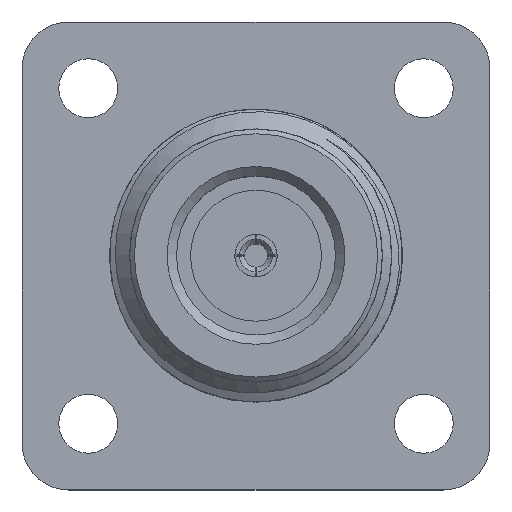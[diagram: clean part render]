
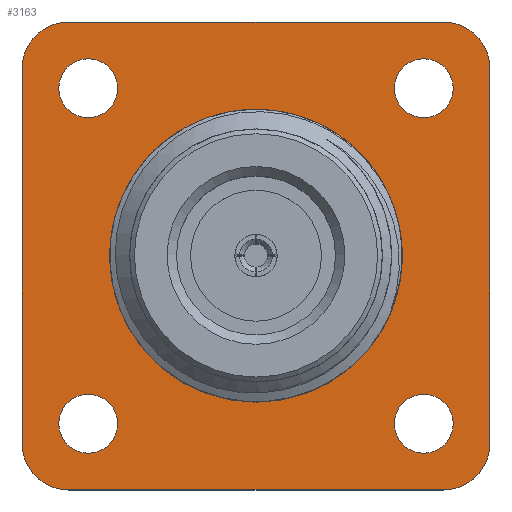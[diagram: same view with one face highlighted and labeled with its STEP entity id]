
A CAD part, top view. The second image highlights one B-rep face of the part: STEP entity #3163.
In plain terms, the highlighted planar face has unit normal (0, 0, 1).
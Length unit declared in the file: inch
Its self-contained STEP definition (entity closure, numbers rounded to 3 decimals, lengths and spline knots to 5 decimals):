
#17 = CARTESIAN_POINT ( 'NONE',  ( 0.4, 0.5, -0.68898 ) ) ;
#79 = DIRECTION ( 'NONE',  ( 1., 0., 0. ) ) ;
#127 = EDGE_CURVE ( 'NONE', #2461, #2615, #728, .T. ) ;
#163 = DIRECTION ( 'NONE',  ( 0., 0., 1. ) ) ;
#221 = DIRECTION ( 'NONE',  ( 0., 1., 0. ) ) ;
#222 = EDGE_CURVE ( 'NONE', #1519, #752, #438, .T. ) ;
#225 = EDGE_CURVE ( 'NONE', #511, #511, #3545, .T. ) ;
#271 = CARTESIAN_POINT ( 'NONE',  ( -0.5, 0.4, -0.68898 ) ) ;
#290 = EDGE_CURVE ( 'NONE', #1336, #1336, #1322, .T. ) ;
#300 = VECTOR ( 'NONE', #541, 39.37008 ) ;
#323 = CARTESIAN_POINT ( 'NONE',  ( 0.5, -0.4, -0.68898 ) ) ;
#330 = AXIS2_PLACEMENT_3D ( 'NONE', #1175, #1930, #1159 ) ;
#351 = DIRECTION ( 'NONE',  ( 0., 0., 1. ) ) ;
#400 = EDGE_CURVE ( 'NONE', #2984, #2984, #2517, .T. ) ;
#435 = ORIENTED_EDGE ( 'NONE', *, *, #222, .T. ) ;
#438 = CIRCLE ( 'NONE', #2688, 0.1 ) ;
#473 = AXIS2_PLACEMENT_3D ( 'NONE', #3250, #2769, #2157 ) ;
#493 = ORIENTED_EDGE ( 'NONE', *, *, #1397, .T. ) ;
#494 = CARTESIAN_POINT ( 'NONE',  ( 0.4, -0.4, -0.68898 ) ) ;
#503 = VERTEX_POINT ( 'NONE', #1799 ) ;
#511 = VERTEX_POINT ( 'NONE', #3511 ) ;
#512 = EDGE_LOOP ( 'NONE', ( #1188 ) ) ;
#515 = FACE_OUTER_BOUND ( 'NONE', #1112, .T. ) ;
#541 = DIRECTION ( 'NONE',  ( 0., -1., 0. ) ) ;
#585 = CIRCLE ( 'NONE', #1057, 0.063 ) ;
#700 = AXIS2_PLACEMENT_3D ( 'NONE', #1115, #836, #1939 ) ;
#728 = CIRCLE ( 'NONE', #1999, 0.1 ) ;
#752 = VERTEX_POINT ( 'NONE', #2387 ) ;
#787 = EDGE_CURVE ( 'NONE', #1209, #1181, #909, .T. ) ;
#794 = ORIENTED_EDGE ( 'NONE', *, *, #290, .F. ) ;
#819 = VECTOR ( 'NONE', #2950, 39.37008 ) ;
#836 = DIRECTION ( 'NONE',  ( 0., 0., 1. ) ) ;
#864 = CARTESIAN_POINT ( 'NONE',  ( -0.4, -0.4, -0.68898 ) ) ;
#909 = CIRCLE ( 'NONE', #2285, 0.1 ) ;
#944 = AXIS2_PLACEMENT_3D ( 'NONE', #3498, #2479, #1049 ) ;
#976 = ORIENTED_EDGE ( 'NONE', *, *, #1593, .F. ) ;
#1049 = DIRECTION ( 'NONE',  ( -1., 0., 0. ) ) ;
#1057 = AXIS2_PLACEMENT_3D ( 'NONE', #3083, #1462, #2229 ) ;
#1112 = EDGE_LOOP ( 'NONE', ( #1138, #1832, #493, #2765, #1285, #1539, #1513, #435 ) ) ;
#1115 = CARTESIAN_POINT ( 'NONE',  ( 0., 0., -0.68898 ) ) ;
#1138 = ORIENTED_EDGE ( 'NONE', *, *, #2038, .T. ) ;
#1159 = DIRECTION ( 'NONE',  ( 1., 0., 0. ) ) ;
#1175 = CARTESIAN_POINT ( 'NONE',  ( 0.3585, -0.3585, -0.68898 ) ) ;
#1181 = VERTEX_POINT ( 'NONE', #323 ) ;
#1188 = ORIENTED_EDGE ( 'NONE', *, *, #2673, .F. ) ;
#1209 = VERTEX_POINT ( 'NONE', #1498 ) ;
#1232 = CIRCLE ( 'NONE', #944, 0.1 ) ;
#1243 = DIRECTION ( 'NONE',  ( 1., 0., 0. ) ) ;
#1280 = ORIENTED_EDGE ( 'NONE', *, *, #225, .F. ) ;
#1285 = ORIENTED_EDGE ( 'NONE', *, *, #1303, .T. ) ;
#1291 = CARTESIAN_POINT ( 'NONE',  ( -0.2955, 0.3585, -0.68898 ) ) ;
#1303 = EDGE_CURVE ( 'NONE', #1951, #2461, #2732, .T. ) ;
#1322 = CIRCLE ( 'NONE', #330, 0.063 ) ;
#1336 = VERTEX_POINT ( 'NONE', #3246 ) ;
#1341 = FACE_BOUND ( 'NONE', #2420, .T. ) ;
#1376 = DIRECTION ( 'NONE',  ( 0., 0., 1. ) ) ;
#1380 = FACE_BOUND ( 'NONE', #3254, .T. ) ;
#1397 = EDGE_CURVE ( 'NONE', #1181, #503, #3249, .T. ) ;
#1399 = DIRECTION ( 'NONE',  ( -1., 0., 0. ) ) ;
#1462 = DIRECTION ( 'NONE',  ( 0., 0., 1. ) ) ;
#1498 = CARTESIAN_POINT ( 'NONE',  ( 0.4, -0.5, -0.68898 ) ) ;
#1513 = ORIENTED_EDGE ( 'NONE', *, *, #1774, .T. ) ;
#1519 = VERTEX_POINT ( 'NONE', #2245 ) ;
#1539 = ORIENTED_EDGE ( 'NONE', *, *, #127, .T. ) ;
#1543 = CARTESIAN_POINT ( 'NONE',  ( -0.3125, 0., -0.68898 ) ) ;
#1593 = EDGE_CURVE ( 'NONE', #2899, #2899, #585, .T. ) ;
#1616 = EDGE_LOOP ( 'NONE', ( #1280 ) ) ;
#1667 = FACE_BOUND ( 'NONE', #512, .T. ) ;
#1691 = LINE ( 'NONE', #1938, #300 ) ;
#1774 = EDGE_CURVE ( 'NONE', #2615, #1519, #1691, .T. ) ;
#1799 = CARTESIAN_POINT ( 'NONE',  ( 0.5, 0.4, -0.68898 ) ) ;
#1832 = ORIENTED_EDGE ( 'NONE', *, *, #787, .T. ) ;
#1849 = CARTESIAN_POINT ( 'NONE',  ( -0.4, 0.5, -0.68898 ) ) ;
#1864 = VECTOR ( 'NONE', #2022, 39.37008 ) ;
#1878 = FACE_BOUND ( 'NONE', #1616, .T. ) ;
#1930 = DIRECTION ( 'NONE',  ( 0., 0., 1. ) ) ;
#1938 = CARTESIAN_POINT ( 'NONE',  ( -0.5, -0.5, -0.68898 ) ) ;
#1939 = DIRECTION ( 'NONE',  ( -1., 0., 0. ) ) ;
#1951 = VERTEX_POINT ( 'NONE', #17 ) ;
#1963 = DIRECTION ( 'NONE',  ( 0., 0., 1. ) ) ;
#1999 = AXIS2_PLACEMENT_3D ( 'NONE', #3069, #3301, #1399 ) ;
#2005 = LINE ( 'NONE', #2569, #1864 ) ;
#2022 = DIRECTION ( 'NONE',  ( 1., 0., 0. ) ) ;
#2038 = EDGE_CURVE ( 'NONE', #752, #1209, #2005, .T. ) ;
#2049 = CARTESIAN_POINT ( 'NONE',  ( -0.3585, -0.3585, -0.68898 ) ) ;
#2088 = CIRCLE ( 'NONE', #700, 0.3125 ) ;
#2136 = CARTESIAN_POINT ( 'NONE',  ( 0.5, -0.5, -0.68898 ) ) ;
#2157 = DIRECTION ( 'NONE',  ( -1., 0., 0. ) ) ;
#2229 = DIRECTION ( 'NONE',  ( 1., 0., 0. ) ) ;
#2245 = CARTESIAN_POINT ( 'NONE',  ( -0.5, -0.4, -0.68898 ) ) ;
#2285 = AXIS2_PLACEMENT_3D ( 'NONE', #494, #1376, #2512 ) ;
#2387 = CARTESIAN_POINT ( 'NONE',  ( -0.4, -0.5, -0.68898 ) ) ;
#2398 = AXIS2_PLACEMENT_3D ( 'NONE', #2049, #163, #1243 ) ;
#2419 = CARTESIAN_POINT ( 'NONE',  ( -0.2955, -0.3585, -0.68898 ) ) ;
#2420 = EDGE_LOOP ( 'NONE', ( #794 ) ) ;
#2461 = VERTEX_POINT ( 'NONE', #1849 ) ;
#2463 = CARTESIAN_POINT ( 'NONE',  ( -0.5, 0.5, -0.68898 ) ) ;
#2479 = DIRECTION ( 'NONE',  ( 0., 0., 1. ) ) ;
#2485 = VECTOR ( 'NONE', #221, 39.37008 ) ;
#2512 = DIRECTION ( 'NONE',  ( -1., 0., 0. ) ) ;
#2517 = CIRCLE ( 'NONE', #2398, 0.063 ) ;
#2569 = CARTESIAN_POINT ( 'NONE',  ( -0.5, -0.5, -0.68898 ) ) ;
#2586 = ORIENTED_EDGE ( 'NONE', *, *, #400, .F. ) ;
#2615 = VERTEX_POINT ( 'NONE', #271 ) ;
#2669 = VERTEX_POINT ( 'NONE', #1543 ) ;
#2673 = EDGE_CURVE ( 'NONE', #2669, #2669, #2088, .T. ) ;
#2688 = AXIS2_PLACEMENT_3D ( 'NONE', #864, #1963, #3054 ) ;
#2732 = LINE ( 'NONE', #2463, #819 ) ;
#2765 = ORIENTED_EDGE ( 'NONE', *, *, #3245, .T. ) ;
#2769 = DIRECTION ( 'NONE',  ( 0., 0., -1. ) ) ;
#2788 = CARTESIAN_POINT ( 'NONE',  ( 0.3585, 0.3585, -0.68898 ) ) ;
#2899 = VERTEX_POINT ( 'NONE', #1291 ) ;
#2950 = DIRECTION ( 'NONE',  ( -1., 0., 0. ) ) ;
#2972 = FACE_BOUND ( 'NONE', #3183, .T. ) ;
#2979 = AXIS2_PLACEMENT_3D ( 'NONE', #2788, #351, #79 ) ;
#2984 = VERTEX_POINT ( 'NONE', #2419 ) ;
#3003 = PLANE ( 'NONE',  #473 ) ;
#3054 = DIRECTION ( 'NONE',  ( -1., 0., 0. ) ) ;
#3069 = CARTESIAN_POINT ( 'NONE',  ( -0.4, 0.4, -0.68898 ) ) ;
#3083 = CARTESIAN_POINT ( 'NONE',  ( -0.3585, 0.3585, -0.68898 ) ) ;
#3163 = ADVANCED_FACE ( 'NONE', ( #1380, #1341, #1878, #2972, #1667, #515 ), #3003, .F. ) ;
#3183 = EDGE_LOOP ( 'NONE', ( #976 ) ) ;
#3245 = EDGE_CURVE ( 'NONE', #503, #1951, #1232, .T. ) ;
#3246 = CARTESIAN_POINT ( 'NONE',  ( 0.4215, -0.3585, -0.68898 ) ) ;
#3249 = LINE ( 'NONE', #2136, #2485 ) ;
#3250 = CARTESIAN_POINT ( 'NONE',  ( 0., 0., -0.68898 ) ) ;
#3254 = EDGE_LOOP ( 'NONE', ( #2586 ) ) ;
#3301 = DIRECTION ( 'NONE',  ( 0., 0., 1. ) ) ;
#3498 = CARTESIAN_POINT ( 'NONE',  ( 0.4, 0.4, -0.68898 ) ) ;
#3511 = CARTESIAN_POINT ( 'NONE',  ( 0.4215, 0.3585, -0.68898 ) ) ;
#3545 = CIRCLE ( 'NONE', #2979, 0.063 ) ;
